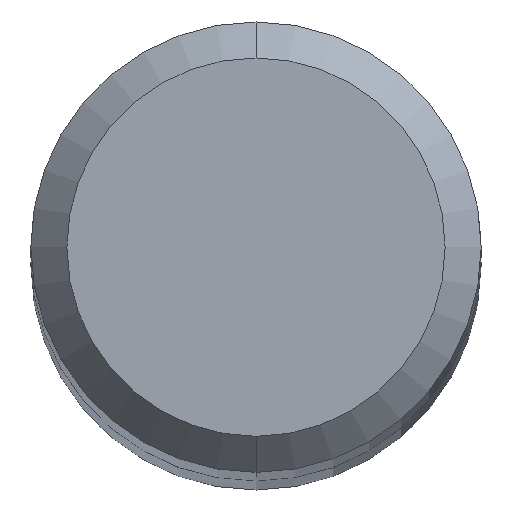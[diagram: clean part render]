
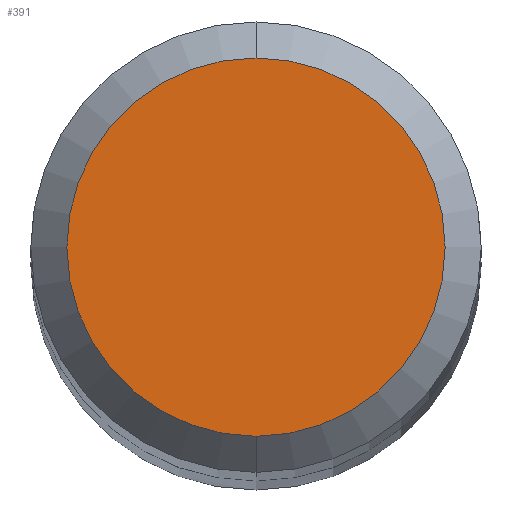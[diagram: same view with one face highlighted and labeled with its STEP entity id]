
A CAD part, top view. The second image highlights one B-rep face of the part: STEP entity #391.
In plain terms, the highlighted planar face has unit normal (0, 0, 1).
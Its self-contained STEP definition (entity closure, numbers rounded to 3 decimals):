
#171=VERTEX_POINT('',#442);
#253=EDGE_CURVE('',#323,#171,#532,.T.);
#311=EDGE_CURVE('',#171,#323,#596,.T.);
#323=VERTEX_POINT('',#609);
#391=ADVANCED_FACE('',(#685),#686,.T.);
#442=CARTESIAN_POINT('',(0.0,1.05,25.0));
#532=CIRCLE('',#918,1.05);
#596=CIRCLE('',#1136,1.05);
#609=CARTESIAN_POINT('',(0.,-1.05,25.0));
#685=FACE_OUTER_BOUND('',#1318,.T.);
#686=PLANE('',#1319);
#918=AXIS2_PLACEMENT_3D('',#1473,#1474,#1475);
#1136=AXIS2_PLACEMENT_3D('',#1535,#1536,#1537);
#1318=EDGE_LOOP('',(#1646,#1647));
#1319=AXIS2_PLACEMENT_3D('',#1648,#1649,#1650);
#1473=CARTESIAN_POINT('',(0.0,0.0,25.0));
#1474=DIRECTION('',(0.0,0.0,-1.0));
#1475=DIRECTION('',(0.0,1.0,0.0));
#1535=CARTESIAN_POINT('',(0.0,0.0,25.0));
#1536=DIRECTION('',(0.0,0.0,-1.0));
#1537=DIRECTION('',(0.0,1.0,0.0));
#1646=ORIENTED_EDGE('',*,*,#311,.F.);
#1647=ORIENTED_EDGE('',*,*,#253,.F.);
#1648=CARTESIAN_POINT('',(0.0,0.525,25.0));
#1649=DIRECTION('',(-0.0,0.0,1.0));
#1650=DIRECTION('',(0.0,-1.0,0.0));
